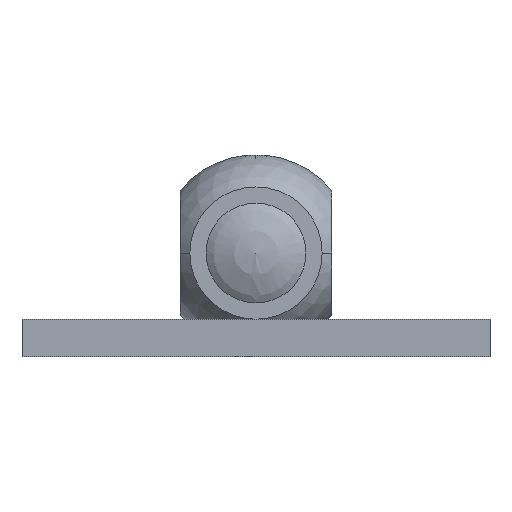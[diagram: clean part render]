
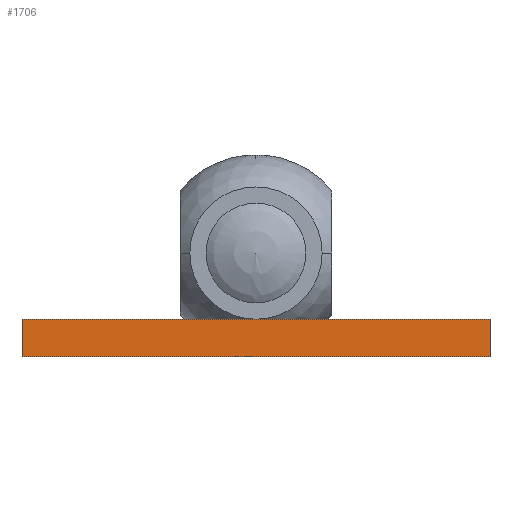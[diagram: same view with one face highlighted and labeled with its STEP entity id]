
A CAD part, front view. The second image highlights one B-rep face of the part: STEP entity #1706.
In plain terms, the highlighted planar face has unit normal (0, -1, 0).
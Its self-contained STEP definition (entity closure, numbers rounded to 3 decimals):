
#82 = VECTOR ( 'NONE', #89, 1000. ) ;
#85 = LINE ( 'NONE', #86, #82 ) ;
#86 = CARTESIAN_POINT ( 'NONE',  ( 0., 0., 0. ) ) ;
#89 = DIRECTION ( 'NONE',  ( 1., 0., 0. ) ) ;
#329 = CARTESIAN_POINT ( 'NONE',  ( 0., 0., 0. ) ) ;
#714 = CARTESIAN_POINT ( 'NONE',  ( 0., 0., 12. ) ) ;
#729 = CARTESIAN_POINT ( 'NONE',  ( 150., 0., 0. ) ) ;
#762 = CARTESIAN_POINT ( 'NONE',  ( 150., 0., 12. ) ) ;
#798 = DIRECTION ( 'NONE',  ( 1., 0., 0. ) ) ;
#800 = VECTOR ( 'NONE', #798, 1000. ) ;
#802 = LINE ( 'NONE', #819, #800 ) ;
#819 = CARTESIAN_POINT ( 'NONE',  ( 0., 0., 12. ) ) ;
#911 = CARTESIAN_POINT ( 'NONE',  ( 0., 0., 12. ) ) ;
#912 = LINE ( 'NONE', #911, #1031 ) ;
#923 = DIRECTION ( 'NONE',  ( 0., 0., -1. ) ) ;
#924 = VECTOR ( 'NONE', #923, 1000. ) ;
#940 = LINE ( 'NONE', #965, #924 ) ;
#945 = DIRECTION ( 'NONE',  ( 0., 0., 1. ) ) ;
#946 = DIRECTION ( 'NONE',  ( 0., 1., 0. ) ) ;
#962 = CARTESIAN_POINT ( 'NONE',  ( 0., 0., 12. ) ) ;
#965 = CARTESIAN_POINT ( 'NONE',  ( 150., 0., 12. ) ) ;
#967 = PLANE ( 'NONE',  #970 ) ;
#970 = AXIS2_PLACEMENT_3D ( 'NONE', #962, #946, #945 ) ;
#973 = FACE_OUTER_BOUND ( 'NONE', #1776, .T. ) ;
#1030 = DIRECTION ( 'NONE',  ( 0., 0., -1. ) ) ;
#1031 = VECTOR ( 'NONE', #1030, 1000. ) ;
#1446 = VERTEX_POINT ( 'NONE', #762 ) ;
#1447 = VERTEX_POINT ( 'NONE', #729 ) ;
#1458 = VERTEX_POINT ( 'NONE', #714 ) ;
#1462 = EDGE_CURVE ( 'NONE', #1458, #1446, #802, .T. ) ;
#1485 = VERTEX_POINT ( 'NONE', #329 ) ;
#1705 = EDGE_CURVE ( 'NONE', #1485, #1447, #85, .T. ) ;
#1706 = ADVANCED_FACE ( 'NONE', ( #973 ), #967, .F. ) ;
#1710 = ORIENTED_EDGE ( 'NONE', *, *, #1718, .T. ) ;
#1714 = EDGE_CURVE ( 'NONE', #1446, #1447, #940, .T. ) ;
#1717 = ORIENTED_EDGE ( 'NONE', *, *, #1714, .F. ) ;
#1718 = EDGE_CURVE ( 'NONE', #1458, #1485, #912, .T. ) ;
#1725 = ORIENTED_EDGE ( 'NONE', *, *, #1462, .F. ) ;
#1776 = EDGE_LOOP ( 'NONE', ( #1779, #1717, #1725, #1710 ) ) ;
#1779 = ORIENTED_EDGE ( 'NONE', *, *, #1705, .T. ) ;
